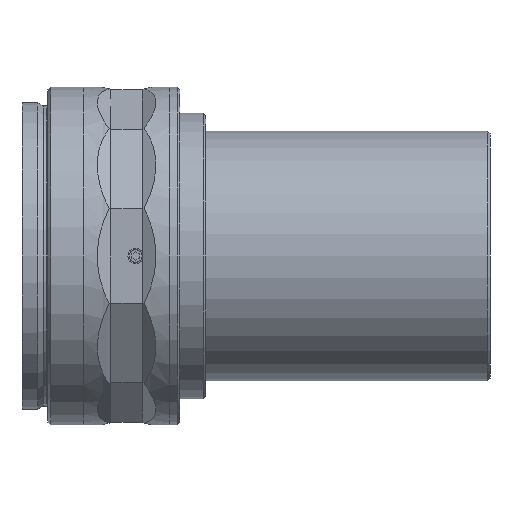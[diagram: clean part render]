
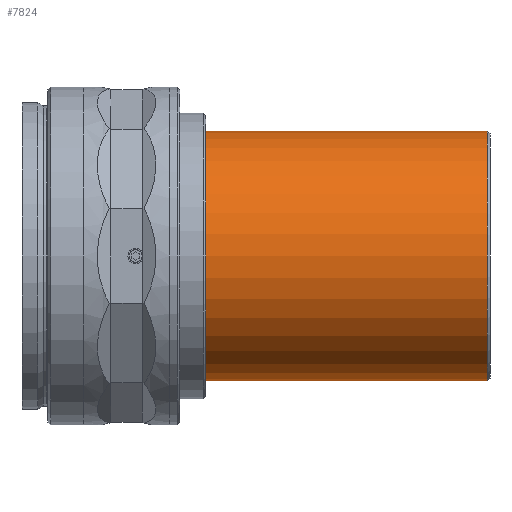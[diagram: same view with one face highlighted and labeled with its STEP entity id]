
A CAD part, front view. The second image highlights one B-rep face of the part: STEP entity #7824.
In plain terms, the highlighted cylindrical face has radius 24 mm (diameter 48 mm), a partial arc.
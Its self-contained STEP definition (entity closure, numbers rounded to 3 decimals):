
#18 = LINE ( 'NONE', #7776, #5043 ) ;
#263 = DIRECTION ( 'NONE',  ( -1., 0., 0. ) ) ;
#346 = AXIS2_PLACEMENT_3D ( 'NONE', #6204, #2403, #8364 ) ;
#460 = CARTESIAN_POINT ( 'NONE',  ( 0., 0., 0. ) ) ;
#696 = DIRECTION ( 'NONE',  ( 0., 0., 1. ) ) ;
#904 = EDGE_LOOP ( 'NONE', ( #4226, #6584, #5759, #6811 ) ) ;
#1575 = EDGE_CURVE ( 'NONE', #3140, #7878, #1916, .T. ) ;
#1916 = CIRCLE ( 'NONE', #9582, 24. ) ;
#2311 = DIRECTION ( 'NONE',  ( -1., 0., 0. ) ) ;
#2346 = LINE ( 'NONE', #3144, #8011 ) ;
#2403 = DIRECTION ( 'NONE',  ( -1., 0., 0. ) ) ;
#2734 = CIRCLE ( 'NONE', #346, 24. ) ;
#3140 = VERTEX_POINT ( 'NONE', #6029 ) ;
#3144 = CARTESIAN_POINT ( 'NONE',  ( 0., 0., 24. ) ) ;
#3366 = CYLINDRICAL_SURFACE ( 'NONE', #3737, 24. ) ;
#3610 = EDGE_CURVE ( 'NONE', #9430, #7878, #2346, .T. ) ;
#3659 = EDGE_CURVE ( 'NONE', #9506, #9430, #2734, .T. ) ;
#3737 = AXIS2_PLACEMENT_3D ( 'NONE', #460, #263, #9376 ) ;
#4226 = ORIENTED_EDGE ( 'NONE', *, *, #9036, .F. ) ;
#4546 = DIRECTION ( 'NONE',  ( -1., 0., 0. ) ) ;
#4553 = CARTESIAN_POINT ( 'NONE',  ( 65.23, 0., -24. ) ) ;
#5043 = VECTOR ( 'NONE', #2311, 1000. ) ;
#5759 = ORIENTED_EDGE ( 'NONE', *, *, #3610, .T. ) ;
#6029 = CARTESIAN_POINT ( 'NONE',  ( 11., 0., -24. ) ) ;
#6114 = CARTESIAN_POINT ( 'NONE',  ( 65.23, 0., 24. ) ) ;
#6204 = CARTESIAN_POINT ( 'NONE',  ( 65.23, 0., 0. ) ) ;
#6584 = ORIENTED_EDGE ( 'NONE', *, *, #3659, .T. ) ;
#6811 = ORIENTED_EDGE ( 'NONE', *, *, #1575, .F. ) ;
#7309 = FACE_OUTER_BOUND ( 'NONE', #904, .T. ) ;
#7462 = CARTESIAN_POINT ( 'NONE',  ( 11., 0., 0. ) ) ;
#7776 = CARTESIAN_POINT ( 'NONE',  ( 0., 0., -24. ) ) ;
#7824 = ADVANCED_FACE ( 'NONE', ( #7309 ), #3366, .T. ) ;
#7878 = VERTEX_POINT ( 'NONE', #8974 ) ;
#8011 = VECTOR ( 'NONE', #4546, 1000. ) ;
#8364 = DIRECTION ( 'NONE',  ( 0., 0., 1. ) ) ;
#8974 = CARTESIAN_POINT ( 'NONE',  ( 11., 0., 24. ) ) ;
#9036 = EDGE_CURVE ( 'NONE', #9506, #3140, #18, .T. ) ;
#9376 = DIRECTION ( 'NONE',  ( 0., 0., 1. ) ) ;
#9430 = VERTEX_POINT ( 'NONE', #6114 ) ;
#9506 = VERTEX_POINT ( 'NONE', #4553 ) ;
#9582 = AXIS2_PLACEMENT_3D ( 'NONE', #7462, #9761, #696 ) ;
#9761 = DIRECTION ( 'NONE',  ( -1., 0., 0. ) ) ;
